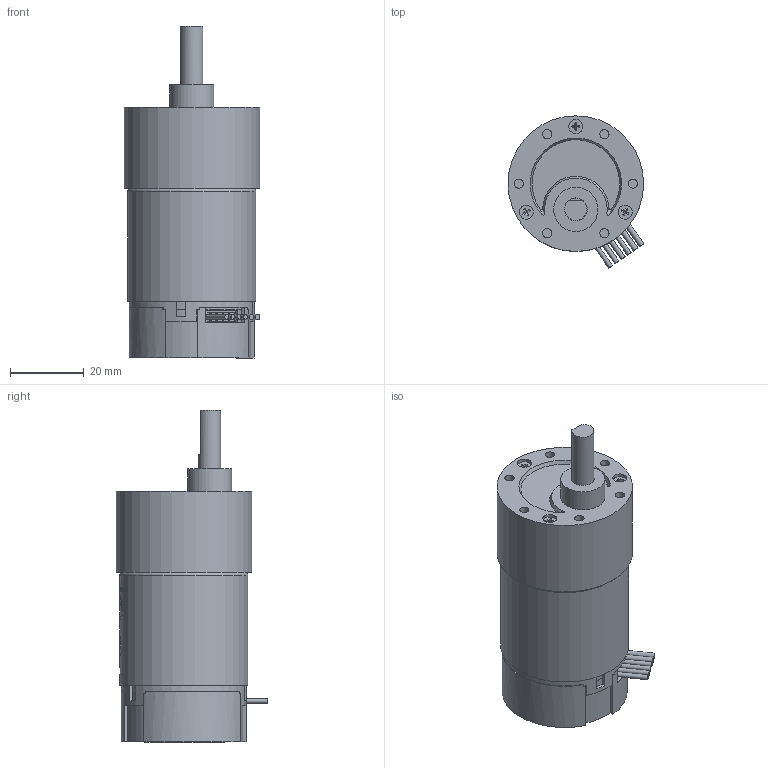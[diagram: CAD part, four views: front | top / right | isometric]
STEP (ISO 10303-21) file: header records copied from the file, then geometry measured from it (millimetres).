
FILE_DESCRIPTION (( 'STEP AP214' ), '1' );
FILE_NAME ('37d-gearmotor-19-30-encoder.step', '2017-07-28T00:06:12', ( '' ), ( '' ), 'SwSTEP 2.0', 'SolidWorks 2016', '' );
FILE_SCHEMA (( 'AUTOMOTIVE_DESIGN' ));
Length unit declared in the file: millimetre
Products named in the file (1): 37d-gearmotor-19-30-encoder
Bounding box: 36.88 x 41.23 x 90.1 mm (x, y, z)
Volume: 58442 mm3; surface area: 17684.7 mm2
Topology: 1 solids, 1 shells, 603 faces, 1540 edges, 995 vertices
Faces by surface type: plane 386, bspline 125, cylinder 89, cone 2, torus 1
Full cylindrical faces by diameter (mm): 1.3 x4, 1.5 x2, 1.9 x2, 2.5 x6, 3.5 x6, 3.8 x3, 5.5 x2, 6 x1, 6.2 x1, 7.8 x1, 8 x1, 10 x1, 12 x1, 18 x1, 26.8 x1, 29 x1, 33.4 x1, 34 x1, 34.8 x1, 36.8 x1
Entity records: 33987 total; most frequent: CARTESIAN_POINT 14063, ORIENTED_EDGE 2976, DIRECTION 2317, EDGE_CURVE 1488, VERTEX_POINT 982, VECTOR 779, LINE 779, AXIS2_PLACEMENT_3D 769
